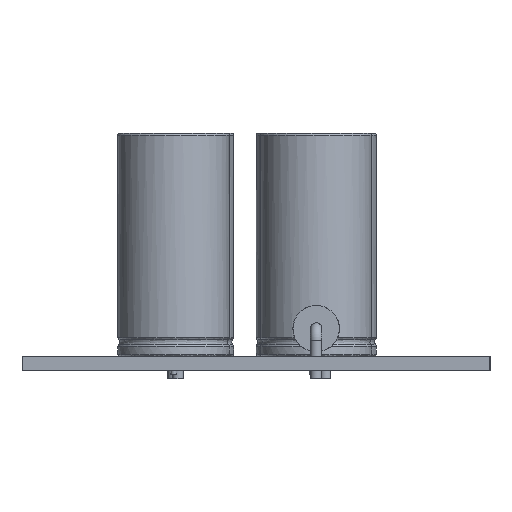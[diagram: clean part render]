
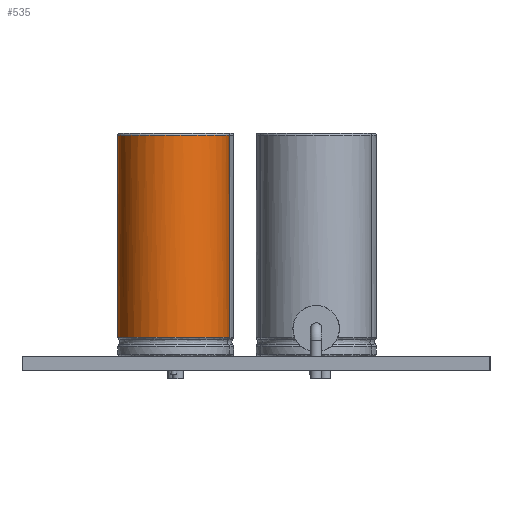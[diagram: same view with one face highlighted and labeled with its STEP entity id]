
A CAD part, left-side view. The second image highlights one B-rep face of the part: STEP entity #535.
In plain terms, the highlighted cylindrical face has radius 6.25 mm (diameter 12.5 mm), a full revolution.
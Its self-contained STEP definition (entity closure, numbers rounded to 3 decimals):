
#463 = VERTEX_POINT('',#464);
#464 = CARTESIAN_POINT('',(8.75,0.,2.135));
#470 = EDGE_CURVE('',#463,#463,#471,.T.);
#471 = ( BOUNDED_CURVE() B_SPLINE_CURVE(14,(#472,#473,#474,#475,#476,
    #477,#478,#479,#480,#481,#482,#483,#484,#485,#486),.UNSPECIFIED.,.T.
,.F.) B_SPLINE_CURVE_WITH_KNOTS((1,14,14,1),(-39.27,
    0.,39.27,78.54),.UNSPECIFIED.) 
CURVE() GEOMETRIC_REPRESENTATION_ITEM() RATIONAL_B_SPLINE_CURVE((1.,1.,
    1.,1.,1.,1.,1.,
    1.,1.,1.,1.,1.,1.,1.
,1.)) REPRESENTATION_ITEM('') );
#472 = CARTESIAN_POINT('',(8.75,0.,2.135));
#473 = CARTESIAN_POINT('',(8.75,-2.764,2.135
    ));
#474 = CARTESIAN_POINT('',(7.433,-5.588,2.135
    ));
#475 = CARTESIAN_POINT('',(4.708,-7.734,2.135
    ));
#476 = CARTESIAN_POINT('',(0.99,-8.44,2.135)
  );
#477 = CARTESIAN_POINT('',(-2.862,-7.043,
    2.135));
#478 = CARTESIAN_POINT('',(-5.446,-4.278,
    2.135));
#479 = CARTESIAN_POINT('',(-7.08,0.,
    2.135));
#480 = CARTESIAN_POINT('',(-5.446,4.278,2.135
    ));
#481 = CARTESIAN_POINT('',(-2.862,7.043,2.135
    ));
#482 = CARTESIAN_POINT('',(0.99,8.44,2.135)
  );
#483 = CARTESIAN_POINT('',(4.708,7.734,2.135)
  );
#484 = CARTESIAN_POINT('',(7.433,5.588,2.135)
  );
#485 = CARTESIAN_POINT('',(8.75,2.764,2.135)
  );
#486 = CARTESIAN_POINT('',(8.75,0.,2.135));
#535 = ADVANCED_FACE('',(#536),#555,.T.);
#536 = FACE_BOUND('',#537,.T.);
#537 = EDGE_LOOP('',(#538,#547,#553,#554));
#538 = ORIENTED_EDGE('',*,*,#539,.T.);
#539 = EDGE_CURVE('',#540,#540,#542,.T.);
#540 = VERTEX_POINT('',#541);
#541 = CARTESIAN_POINT('',(8.75,0.,24.8));
#542 = CIRCLE('',#543,6.25);
#543 = AXIS2_PLACEMENT_3D('',#544,#545,#546);
#544 = CARTESIAN_POINT('',(2.5,0.,24.8));
#545 = DIRECTION('',(0.,-0.,-1.));
#546 = DIRECTION('',(1.,0.,0.));
#547 = ORIENTED_EDGE('',*,*,#548,.F.);
#548 = EDGE_CURVE('',#463,#540,#549,.T.);
#549 = LINE('',#550,#551);
#550 = CARTESIAN_POINT('',(8.75,0.,2.));
#551 = VECTOR('',#552,1.);
#552 = DIRECTION('',(0.,0.,1.));
#553 = ORIENTED_EDGE('',*,*,#470,.F.);
#554 = ORIENTED_EDGE('',*,*,#548,.T.);
#555 = CYLINDRICAL_SURFACE('',#556,6.25);
#556 = AXIS2_PLACEMENT_3D('',#557,#558,#559);
#557 = CARTESIAN_POINT('',(2.5,0.,2.));
#558 = DIRECTION('',(0.,0.,1.));
#559 = DIRECTION('',(1.,0.,0.));
